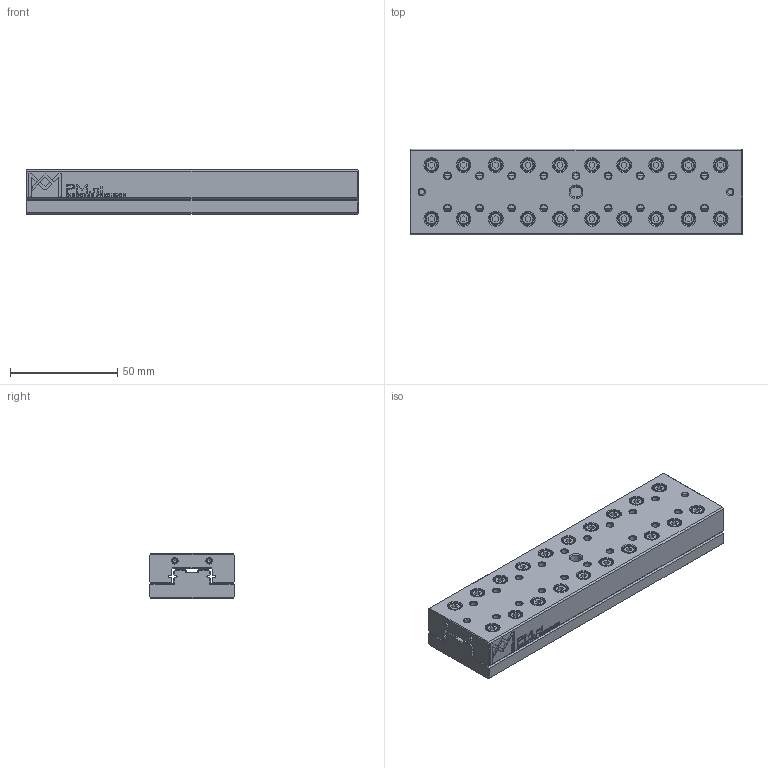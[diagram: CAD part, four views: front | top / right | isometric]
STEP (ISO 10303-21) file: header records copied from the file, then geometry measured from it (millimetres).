
FILE_DESCRIPTION(/* description */ (''),/* implementation_level */ '2;1');
FILE_NAME(/* name */ 'RTA-2150.stp',/* time_stamp */ '2024-09-11T09:30:00+02:00',/* author */ (''),/* organization */ (''),/* preprocessor_version */ 'ST-DEVELOPER v16.7',/* originating_system */ 'SIEMENS PLM Software NX 12.0',/* authorisation */ '');
FILE_SCHEMA (('AUTOMOTIVE_DESIGN { 1 0 10303 214 3 1 1 1 }'));
Length unit declared in the file: millimetre
Products named in the file (1): RTA-2150_stp
Bounding box: 155 x 40 x 21 mm (x, y, z)
Volume: 120216.2 mm3; surface area: 43844.9 mm2
Topology: 2 solids, 2 shells, 1438 faces, 3517 edges, 2277 vertices
Faces by surface type: plane 984, bspline 180, cone 143, cylinder 131
Full cylindrical faces by diameter (mm): 2 x4, 2.5 x12, 3 x18, 3.8 x6, 5.5 x41, 6.3 x44
Entity records: 45118 total; most frequent: CARTESIAN_POINT 9373, ORIENTED_EDGE 6422, DIRECTION 5788, EDGE_CURVE 3211, LINE 2432, VECTOR 2432, VERTEX_POINT 2239, EDGE_LOOP 1946
